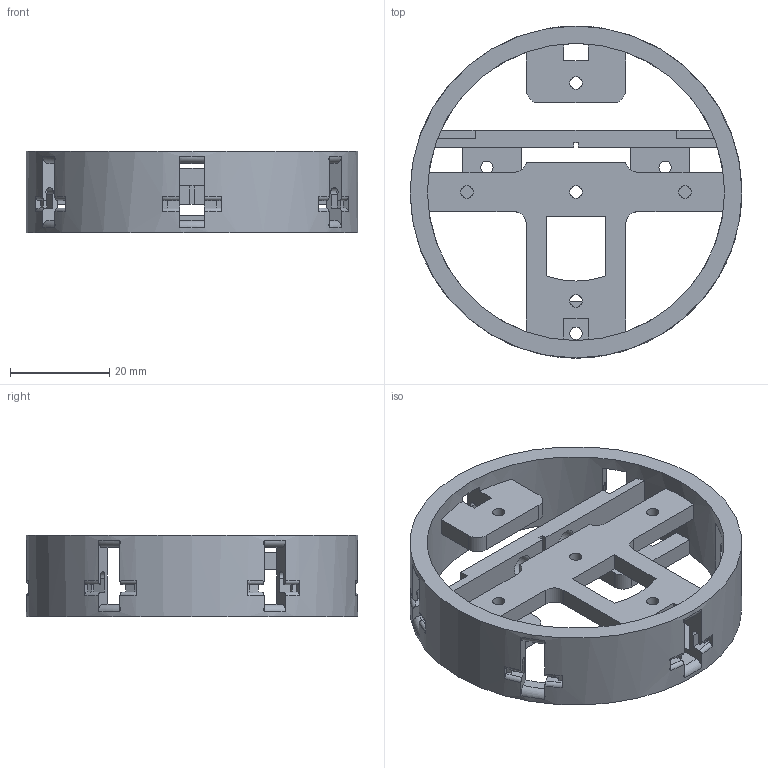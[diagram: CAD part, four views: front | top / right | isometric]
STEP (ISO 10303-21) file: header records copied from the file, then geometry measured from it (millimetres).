
FILE_DESCRIPTION(/* description */ (''),/* implementation_level */ '2;1');
FILE_NAME(/* name */ 'LowerBracket.step',/* time_stamp */ '2018-03-30T19:56:43+05:00',/* author */ (''),/* organization */ (''),/* preprocessor_version */ 'ST-DEVELOPER v16.13',/* originating_system */ 'Autodesk Translation Framework v6.5.0.72',/* authorisation */ '');
FILE_SCHEMA (('AUTOMOTIVE_DESIGN { 1 0 10303 214 3 1 1 }'));
Length unit declared in the file: millimetre
Products named in the file (1): Untitled(1)
Bounding box: 67 x 67 x 16.5 mm (x, y, z)
Volume: 16680.8 mm3; surface area: 14118.9 mm2
Topology: 1 solids, 1 shells, 251 faces, 772 edges, 515 vertices
Faces by surface type: plane 174, cylinder 41, torus 36
Full cylindrical faces by diameter (mm): 2.5 x8, 4.503 x2, 60 x1, 67 x1
Entity records: 9329 total; most frequent: CARTESIAN_POINT 2247, ORIENTED_EDGE 1544, DIRECTION 1407, EDGE_CURVE 772, VERTEX_POINT 515, LINE 473, VECTOR 473, AXIS2_PLACEMENT_3D 467
